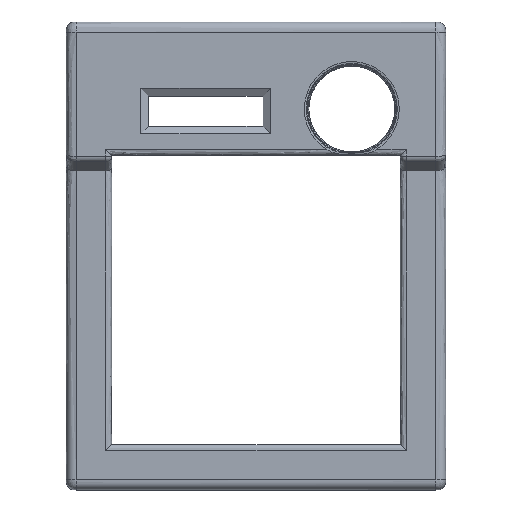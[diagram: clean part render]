
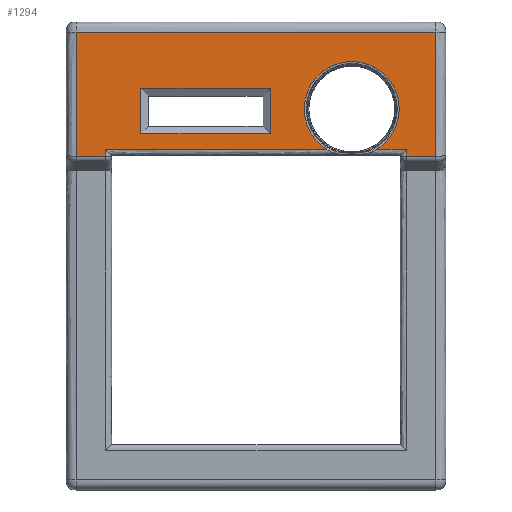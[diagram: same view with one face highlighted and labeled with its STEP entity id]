
A CAD part, top view. The second image highlights one B-rep face of the part: STEP entity #1294.
In plain terms, the highlighted planar face has unit normal (0, 0, 1).
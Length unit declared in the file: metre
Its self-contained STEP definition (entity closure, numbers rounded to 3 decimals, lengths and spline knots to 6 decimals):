
#15=FACE_BOUND('',#239,.T.);
#106=CIRCLE('',#1378,0.0094);
#156=FACE_OUTER_BOUND('',#238,.T.);
#238=EDGE_LOOP('',(#975,#976,#977,#978,#979,#980,#981,#982,#983,#984));
#239=EDGE_LOOP('',(#985,#986,#987,#988));
#328=LINE('',#2143,#453);
#330=LINE('',#2176,#455);
#360=LINE('',#2244,#485);
#361=LINE('',#2246,#486);
#362=LINE('',#2248,#487);
#363=LINE('',#2250,#488);
#364=LINE('',#2252,#489);
#365=LINE('',#2254,#490);
#366=LINE('',#2255,#491);
#367=LINE('',#2258,#492);
#368=LINE('',#2260,#493);
#369=LINE('',#2262,#494);
#370=LINE('',#2263,#495);
#453=VECTOR('',#1493,0.01);
#455=VECTOR('',#1495,0.01);
#485=VECTOR('',#1559,0.01);
#486=VECTOR('',#1560,0.01);
#487=VECTOR('',#1561,0.01);
#488=VECTOR('',#1562,0.01);
#489=VECTOR('',#1563,0.01);
#490=VECTOR('',#1564,0.01);
#491=VECTOR('',#1565,0.01);
#492=VECTOR('',#1566,1.);
#493=VECTOR('',#1567,1.);
#494=VECTOR('',#1568,1.);
#495=VECTOR('',#1569,1.);
#570=VERTEX_POINT('',#1755);
#571=VERTEX_POINT('',#1757);
#581=VERTEX_POINT('',#2142);
#584=VERTEX_POINT('',#2159);
#605=VERTEX_POINT('',#2243);
#606=VERTEX_POINT('',#2245);
#607=VERTEX_POINT('',#2247);
#608=VERTEX_POINT('',#2249);
#609=VERTEX_POINT('',#2251);
#610=VERTEX_POINT('',#2253);
#611=VERTEX_POINT('',#2256);
#612=VERTEX_POINT('',#2257);
#613=VERTEX_POINT('',#2259);
#614=VERTEX_POINT('',#2261);
#689=EDGE_CURVE('',#570,#571,#106,.T.);
#705=EDGE_CURVE('',#581,#571,#328,.T.);
#709=EDGE_CURVE('',#570,#584,#330,.T.);
#743=EDGE_CURVE('',#584,#605,#360,.T.);
#744=EDGE_CURVE('',#605,#606,#361,.T.);
#745=EDGE_CURVE('',#606,#607,#362,.T.);
#746=EDGE_CURVE('',#607,#608,#363,.T.);
#747=EDGE_CURVE('',#608,#609,#364,.T.);
#748=EDGE_CURVE('',#609,#610,#365,.T.);
#749=EDGE_CURVE('',#610,#581,#366,.T.);
#750=EDGE_CURVE('',#611,#612,#367,.T.);
#751=EDGE_CURVE('',#612,#613,#368,.T.);
#752=EDGE_CURVE('',#613,#614,#369,.T.);
#753=EDGE_CURVE('',#614,#611,#370,.T.);
#975=ORIENTED_EDGE('',*,*,#689,.F.);
#976=ORIENTED_EDGE('',*,*,#709,.T.);
#977=ORIENTED_EDGE('',*,*,#743,.T.);
#978=ORIENTED_EDGE('',*,*,#744,.T.);
#979=ORIENTED_EDGE('',*,*,#745,.T.);
#980=ORIENTED_EDGE('',*,*,#746,.T.);
#981=ORIENTED_EDGE('',*,*,#747,.T.);
#982=ORIENTED_EDGE('',*,*,#748,.T.);
#983=ORIENTED_EDGE('',*,*,#749,.T.);
#984=ORIENTED_EDGE('',*,*,#705,.T.);
#985=ORIENTED_EDGE('',*,*,#750,.T.);
#986=ORIENTED_EDGE('',*,*,#751,.T.);
#987=ORIENTED_EDGE('',*,*,#752,.T.);
#988=ORIENTED_EDGE('',*,*,#753,.T.);
#1245=PLANE('',#1396);
#1294=ADVANCED_FACE('',(#156,#15),#1245,.T.);
#1378=AXIS2_PLACEMENT_3D('',#1758,#1484,#1485);
#1396=AXIS2_PLACEMENT_3D('',#2242,#1557,#1558);
#1484=DIRECTION('center_axis',(0.,0.,1.));
#1485=DIRECTION('ref_axis',(-1.,0.,0.));
#1493=DIRECTION('',(1.,0.,0.));
#1495=DIRECTION('',(1.,0.,0.));
#1557=DIRECTION('center_axis',(0.,0.,1.));
#1558=DIRECTION('ref_axis',(1.,0.,0.));
#1559=DIRECTION('',(0.,-1.,0.));
#1560=DIRECTION('',(1.,0.,0.));
#1561=DIRECTION('',(0.,1.,0.));
#1562=DIRECTION('',(-1.,0.,0.));
#1563=DIRECTION('',(0.,-1.,0.));
#1564=DIRECTION('',(1.,0.,0.));
#1565=DIRECTION('',(0.,1.,0.));
#1566=DIRECTION('',(1.,0.,0.));
#1567=DIRECTION('',(0.,-1.,0.));
#1568=DIRECTION('',(-1.,0.,0.));
#1569=DIRECTION('',(0.,1.,0.));
#1755=CARTESIAN_POINT('',(0.05749,-0.02125,0.017));
#1757=CARTESIAN_POINT('',(0.04766,-0.02125,0.017));
#1758=CARTESIAN_POINT('Origin',(0.052575,-0.013238,0.017));
#2142=CARTESIAN_POINT('',(0.0038,-0.02125,0.017));
#2143=CARTESIAN_POINT('',(0.0038,-0.02125,0.017));
#2159=CARTESIAN_POINT('',(0.0634,-0.02125,0.017));
#2176=CARTESIAN_POINT('',(0.056674,-0.02125,0.017));
#2242=CARTESIAN_POINT('Origin',(0.0336,-0.04235,0.017));
#2243=CARTESIAN_POINT('',(0.0634,-0.0226,0.017));
#2244=CARTESIAN_POINT('',(0.0634,-0.02125,0.017));
#2245=CARTESIAN_POINT('',(0.0692,-0.0226,0.017));
#2246=CARTESIAN_POINT('',(0.0634,-0.0226,0.017));
#2247=CARTESIAN_POINT('',(0.0692,0.002,0.017));
#2248=CARTESIAN_POINT('',(0.0692,-0.0226,0.017));
#2249=CARTESIAN_POINT('',(-0.002,0.002,0.017));
#2250=CARTESIAN_POINT('',(0.0692,0.002,0.017));
#2251=CARTESIAN_POINT('',(-0.002,-0.0226,0.017));
#2252=CARTESIAN_POINT('',(-0.002,0.002,0.017));
#2253=CARTESIAN_POINT('',(0.0038,-0.0226,0.017));
#2254=CARTESIAN_POINT('',(-0.002,-0.0226,0.017));
#2255=CARTESIAN_POINT('',(0.0038,-0.0226,0.017));
#2256=CARTESIAN_POINT('',(0.01076,-0.009163,0.017));
#2257=CARTESIAN_POINT('',(0.03651,-0.009163,0.017));
#2258=CARTESIAN_POINT('',(0.0336,-0.009163,0.017));
#2259=CARTESIAN_POINT('',(0.03651,-0.018163,0.017));
#2260=CARTESIAN_POINT('',(0.03651,-0.04235,0.017));
#2261=CARTESIAN_POINT('',(0.01076,-0.018163,0.017));
#2262=CARTESIAN_POINT('',(0.01226,-0.018163,0.017));
#2263=CARTESIAN_POINT('',(0.01076,-0.010663,0.017));
